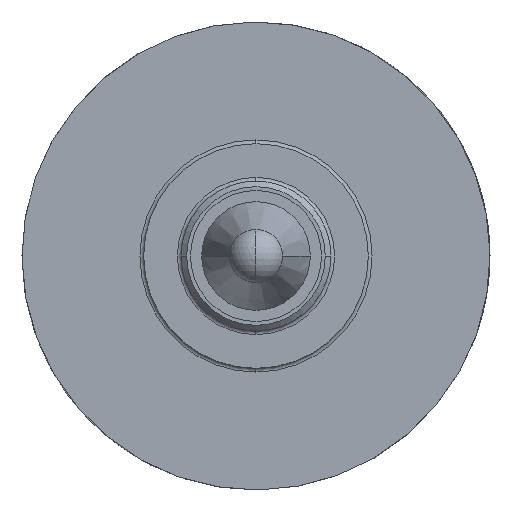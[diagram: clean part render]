
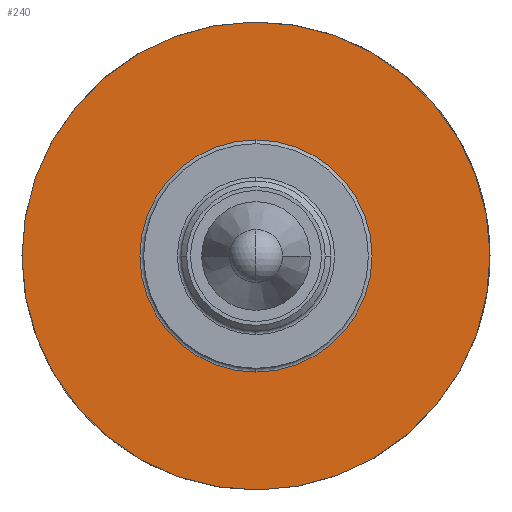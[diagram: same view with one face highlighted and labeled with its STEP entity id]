
A CAD part, left-side view. The second image highlights one B-rep face of the part: STEP entity #240.
In plain terms, the highlighted planar face has unit normal (-1, 0, 0).
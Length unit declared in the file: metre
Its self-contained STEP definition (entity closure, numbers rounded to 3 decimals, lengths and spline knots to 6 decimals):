
#240=ADVANCED_FACE('0:252',(#551,#552),#553,.T.);
#551=FACE_OUTER_BOUND('',#1016,.T.);
#552=FACE_BOUND('',#1017,.T.);
#553=PLANE('',#1018);
#1016=EDGE_LOOP('',(#1721,#1722));
#1017=EDGE_LOOP('',(#1723,#1724));
#1018=AXIS2_PLACEMENT_3D('',#1725,#1726,#1727);
#1721=ORIENTED_EDGE('',*,*,#2600,.F.);
#1722=ORIENTED_EDGE('',*,*,#2601,.F.);
#1723=ORIENTED_EDGE('',*,*,#2602,.T.);
#1724=ORIENTED_EDGE('',*,*,#2538,.T.);
#1725=CARTESIAN_POINT('',(0.212017,0.156854,0.));
#1726=DIRECTION('',(-1.0,0.,0.));
#1727=DIRECTION('',(0.,0.0,1.0));
#2538=EDGE_CURVE('',#3052,#3056,#3058,.T.);
#2600=EDGE_CURVE('0:390',#3152,#3153,#3154,.T.);
#2601=EDGE_CURVE('',#3153,#3152,#3155,.T.);
#2602=EDGE_CURVE('0:474',#3056,#3052,#3156,.T.);
#3052=VERTEX_POINT('',#3777);
#3056=VERTEX_POINT('',#3781);
#3058=CIRCLE('',#3783,0.0062);
#3152=VERTEX_POINT('',#3894);
#3153=VERTEX_POINT('',#3895);
#3154=CIRCLE('',#3896,0.0125);
#3155=CIRCLE('',#3897,0.0125);
#3156=CIRCLE('',#3898,0.0062);
#3777=CARTESIAN_POINT('',(0.212017,0.147504,-0.0062));
#3781=CARTESIAN_POINT('',(0.212017,0.147504,0.0062));
#3783=AXIS2_PLACEMENT_3D('',#4459,#4460,#4461);
#3894=CARTESIAN_POINT('',(0.212017,0.147606,0.0125));
#3895=CARTESIAN_POINT('',(0.212017,0.147402,-0.0125));
#3896=AXIS2_PLACEMENT_3D('',#4563,#4564,#4565);
#3897=AXIS2_PLACEMENT_3D('',#4566,#4567,#4568);
#3898=AXIS2_PLACEMENT_3D('',#4569,#4570,#4571);
#4459=CARTESIAN_POINT('',(0.212017,0.147504,0.));
#4460=DIRECTION('',(1.0,0.,0.));
#4461=DIRECTION('',(0.,1.0,0.));
#4563=CARTESIAN_POINT('',(0.212017,0.147504,0.));
#4564=DIRECTION('',(1.0,0.,0.));
#4565=DIRECTION('',(0.,1.0,0.));
#4566=CARTESIAN_POINT('',(0.212017,0.147504,0.));
#4567=DIRECTION('',(1.0,0.,0.));
#4568=DIRECTION('',(0.,1.0,0.));
#4569=CARTESIAN_POINT('',(0.212017,0.147504,0.));
#4570=DIRECTION('',(1.0,0.,0.));
#4571=DIRECTION('',(0.,1.0,0.));
